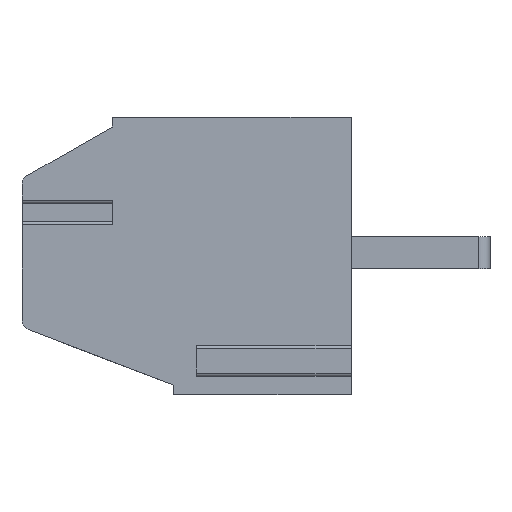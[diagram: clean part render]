
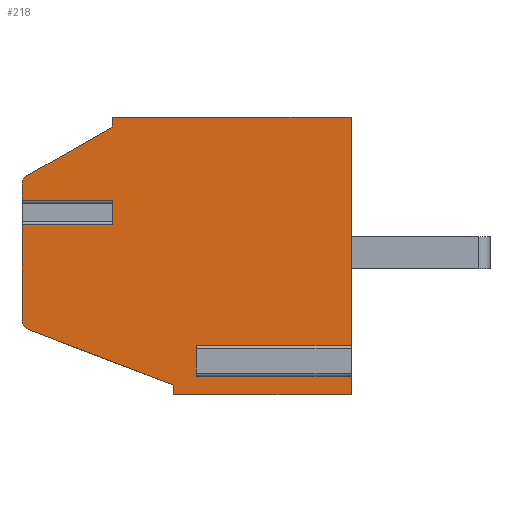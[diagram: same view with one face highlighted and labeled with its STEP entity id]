
A CAD part, left-side view. The second image highlights one B-rep face of the part: STEP entity #218.
In plain terms, the highlighted planar face has unit normal (-1, 0, 0).
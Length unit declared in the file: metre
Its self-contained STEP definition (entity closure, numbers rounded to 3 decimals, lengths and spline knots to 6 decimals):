
#218=ADVANCED_FACE('',(#566),#567,.T.);
#566=FACE_OUTER_BOUND('',#1052,.T.);
#567=PLANE('',#1053);
#1052=EDGE_LOOP('',(#1647,#1648,#1649,#1650,#1651,#1652,#1653,#1654,#1655,#1656,#1657,#1658,#1659,#1660,#1661,#1662,#1663,#1664));
#1053=AXIS2_PLACEMENT_3D('',#1665,#1666,#1667);
#1647=ORIENTED_EDGE('',*,*,#3037,.T.);
#1648=ORIENTED_EDGE('',*,*,#3038,.T.);
#1649=ORIENTED_EDGE('',*,*,#3039,.T.);
#1650=ORIENTED_EDGE('',*,*,#3040,.T.);
#1651=ORIENTED_EDGE('',*,*,#3041,.T.);
#1652=ORIENTED_EDGE('',*,*,#3029,.F.);
#1653=ORIENTED_EDGE('',*,*,#3042,.F.);
#1654=ORIENTED_EDGE('',*,*,#3043,.F.);
#1655=ORIENTED_EDGE('',*,*,#3044,.T.);
#1656=ORIENTED_EDGE('',*,*,#3021,.F.);
#1657=ORIENTED_EDGE('',*,*,#3045,.T.);
#1658=ORIENTED_EDGE('',*,*,#3046,.T.);
#1659=ORIENTED_EDGE('',*,*,#2950,.T.);
#1660=ORIENTED_EDGE('',*,*,#3047,.T.);
#1661=ORIENTED_EDGE('',*,*,#3048,.T.);
#1662=ORIENTED_EDGE('',*,*,#2992,.T.);
#1663=ORIENTED_EDGE('',*,*,#3049,.F.);
#1664=ORIENTED_EDGE('',*,*,#3050,.T.);
#1665=CARTESIAN_POINT('',(0.0,0.0099,-0.002078));
#1666=DIRECTION('',(-1.0,0.,0.0));
#1667=DIRECTION('',(0.0,0.0,1.0));
#2950=EDGE_CURVE('',#3532,#3537,#3539,.T.);
#2992=EDGE_CURVE('',#3612,#3613,#3614,.T.);
#3021=EDGE_CURVE('',#3662,#3664,#3665,.T.);
#3029=EDGE_CURVE('',#3678,#3647,#3680,.T.);
#3037=EDGE_CURVE('',#3693,#3694,#3695,.T.);
#3038=EDGE_CURVE('',#3694,#3696,#3697,.T.);
#3039=EDGE_CURVE('',#3696,#3698,#3699,.T.);
#3040=EDGE_CURVE('',#3698,#3700,#3701,.T.);
#3041=EDGE_CURVE('',#3700,#3647,#3702,.T.);
#3042=EDGE_CURVE('',#3703,#3678,#3704,.T.);
#3043=EDGE_CURVE('',#3705,#3703,#3706,.T.);
#3044=EDGE_CURVE('',#3705,#3664,#3707,.T.);
#3045=EDGE_CURVE('',#3662,#3708,#3709,.T.);
#3046=EDGE_CURVE('',#3708,#3532,#3710,.T.);
#3047=EDGE_CURVE('',#3537,#3711,#3712,.T.);
#3048=EDGE_CURVE('',#3711,#3612,#3713,.T.);
#3049=EDGE_CURVE('',#3714,#3613,#3715,.T.);
#3050=EDGE_CURVE('',#3714,#3693,#3716,.T.);
#3532=VERTEX_POINT('',#4393);
#3537=VERTEX_POINT('',#4400);
#3539=LINE('',#4403,#4404);
#3612=VERTEX_POINT('',#4506);
#3613=VERTEX_POINT('',#4507);
#3614=LINE('',#4508,#4509);
#3647=VERTEX_POINT('',#4550);
#3662=VERTEX_POINT('',#4569);
#3664=VERTEX_POINT('',#4572);
#3665=LINE('',#4573,#4574);
#3678=VERTEX_POINT('',#4590);
#3680=LINE('',#4592,#4593);
#3693=VERTEX_POINT('',#4610);
#3694=VERTEX_POINT('',#4611);
#3695=LINE('',#4612,#4613);
#3696=VERTEX_POINT('',#4614);
#3697=LINE('',#4615,#4616);
#3698=VERTEX_POINT('',#4617);
#3699=LINE('',#4618,#4619);
#3700=VERTEX_POINT('',#4620);
#3701=LINE('',#4621,#4622);
#3702=CIRCLE('',#4623,0.0003);
#3703=VERTEX_POINT('',#4624);
#3704=LINE('',#4625,#4626);
#3705=VERTEX_POINT('',#4627);
#3706=LINE('',#4628,#4629);
#3707=LINE('',#4630,#4631);
#3708=VERTEX_POINT('',#4632);
#3709=CIRCLE('',#4633,0.0003);
#3710=LINE('',#4634,#4635);
#3711=VERTEX_POINT('',#4636);
#3712=LINE('',#4637,#4638);
#3713=LINE('',#4639,#4640);
#3714=VERTEX_POINT('',#4641);
#3715=LINE('',#4642,#4643);
#3716=LINE('',#4644,#4645);
#4393=CARTESIAN_POINT('',(0.0,0.0055,-0.0083));
#4400=CARTESIAN_POINT('',(0.0,0.0055,-0.0086));
#4403=CARTESIAN_POINT('',(0.0,0.0055,-0.0086));
#4404=VECTOR('',#5574,1.0);
#4506=CARTESIAN_POINT('',(0.0,0.0,-0.007927));
#4507=CARTESIAN_POINT('',(0.,0.0048,-0.007927));
#4508=CARTESIAN_POINT('',(0.0,0.0048,-0.007927));
#4509=VECTOR('',#5613,1.0);
#4550=CARTESIAN_POINT('',(0.0,0.0102,-0.002078));
#4569=CARTESIAN_POINT('',(0.0,0.0102,-0.006298));
#4572=CARTESIAN_POINT('',(0.,0.0102,-0.003327));
#4573=CARTESIAN_POINT('',(0.0,0.0102,-0.006298));
#4574=VECTOR('',#5660,1.0);
#4590=CARTESIAN_POINT('',(0.,0.0102,-0.002573));
#4592=CARTESIAN_POINT('',(0.0,0.0102,-0.006298));
#4593=VECTOR('',#5676,1.0);
#4610=CARTESIAN_POINT('',(0.0,0.0,-0.007173));
#4611=CARTESIAN_POINT('',(0.0,0.0,0.0));
#4612=CARTESIAN_POINT('',(0.0,0.0,0.0));
#4613=VECTOR('',#5684,1.0);
#4614=CARTESIAN_POINT('',(0.0,0.0074,0.0));
#4615=CARTESIAN_POINT('',(0.0,0.0074,0.0));
#4616=VECTOR('',#5685,1.0);
#4617=CARTESIAN_POINT('',(0.0,0.0074,-0.000304));
#4618=CARTESIAN_POINT('',(0.0,0.0074,-0.000304));
#4619=VECTOR('',#5686,1.0);
#4620=CARTESIAN_POINT('',(0.0,0.010049,-0.001818));
#4621=CARTESIAN_POINT('',(0.0,0.010049,-0.001818));
#4622=VECTOR('',#5687,1.0);
#4623=AXIS2_PLACEMENT_3D('',#5688,#5689,#5690);
#4624=CARTESIAN_POINT('',(0.,0.0074,-0.002573));
#4625=CARTESIAN_POINT('',(0.,-0.004301,-0.002573));
#4626=VECTOR('',#5691,1.0);
#4627=CARTESIAN_POINT('',(0.,0.0074,-0.003327));
#4628=CARTESIAN_POINT('',(0.0,0.0074,-0.006298));
#4629=VECTOR('',#5692,1.0);
#4630=CARTESIAN_POINT('',(0.,-0.004301,-0.003327));
#4631=VECTOR('',#5693,1.0);
#4632=CARTESIAN_POINT('',(0.0,0.010007,-0.006578));
#4633=AXIS2_PLACEMENT_3D('',#5694,#5695,#5696);
#4634=CARTESIAN_POINT('',(0.0,0.0055,-0.0083));
#4635=VECTOR('',#5697,1.0);
#4636=CARTESIAN_POINT('',(0.0,0.0,-0.0086));
#4637=CARTESIAN_POINT('',(0.0,0.0,-0.0086));
#4638=VECTOR('',#5698,1.0);
#4639=CARTESIAN_POINT('',(0.0,0.0,0.0));
#4640=VECTOR('',#5699,1.0);
#4641=CARTESIAN_POINT('',(0.0,0.0048,-0.007173));
#4642=CARTESIAN_POINT('',(0.0,0.0048,-0.007754));
#4643=VECTOR('',#5700,1.0);
#4644=CARTESIAN_POINT('',(0.0,0.0,-0.007173));
#4645=VECTOR('',#5701,1.0);
#5574=DIRECTION('',(0.0,0.0,-1.0));
#5613=DIRECTION('',(0.0,1.0,0.0));
#5660=DIRECTION('',(0.0,0.0,1.0));
#5676=DIRECTION('',(0.0,0.0,1.0));
#5684=DIRECTION('',(0.0,0.0,1.0));
#5685=DIRECTION('',(0.0,1.0,0.0));
#5686=DIRECTION('',(0.0,0.0,-1.0));
#5687=DIRECTION('',(0.0,0.868,-0.496));
#5688=CARTESIAN_POINT('',(0.0,0.0099,-0.002078));
#5689=DIRECTION('',(-1.0,0.,0.0));
#5690=DIRECTION('',(0.0,0.0,1.0));
#5691=DIRECTION('',(0.0,1.0,0.0));
#5692=DIRECTION('',(0.0,0.0,1.0));
#5693=DIRECTION('',(0.0,1.0,0.0));
#5694=CARTESIAN_POINT('',(0.0,0.0099,-0.006298));
#5695=DIRECTION('',(-1.0,0.,0.0));
#5696=DIRECTION('',(0.0,0.0,1.0));
#5697=DIRECTION('',(0.0,-0.934,-0.357));
#5698=DIRECTION('',(0.0,-1.0,0.));
#5699=DIRECTION('',(0.0,0.0,1.0));
#5700=DIRECTION('',(0.0,0.0,-1.0));
#5701=DIRECTION('',(0.0,-1.0,0.0));
